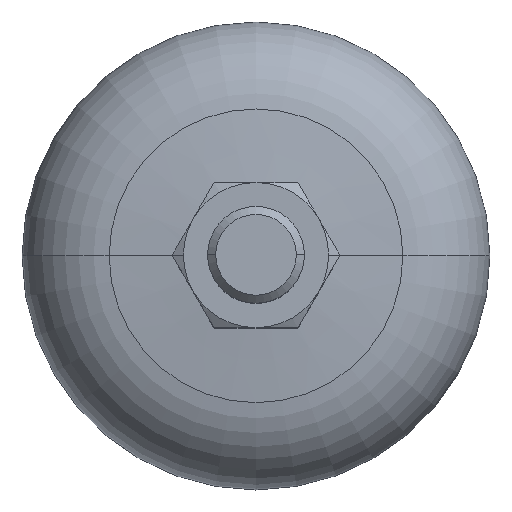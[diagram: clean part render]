
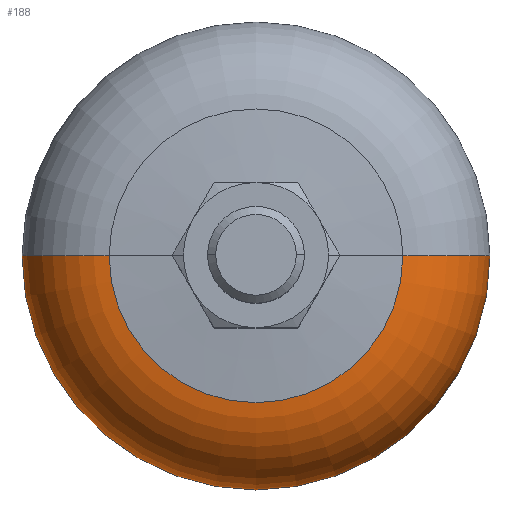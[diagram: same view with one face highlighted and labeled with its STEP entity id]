
A CAD part, top view. The second image highlights one B-rep face of the part: STEP entity #188.
In plain terms, the highlighted toroidal (fillet/blend) face has major radius 17 mm and minor radius 12 mm.
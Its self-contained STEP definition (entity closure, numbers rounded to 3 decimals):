
#188=ADVANCED_FACE('1306',(#438),#439,.T.);
#438=FACE_OUTER_BOUND('',#750,.T.);
#439=TOROIDAL_SURFACE('',#751,17.0,12.0);
#750=EDGE_LOOP('',(#1226,#1227,#1228,#1229));
#751=AXIS2_PLACEMENT_3D('',#1230,#1231,#1232);
#1226=ORIENTED_EDGE('',*,*,#1893,.T.);
#1227=ORIENTED_EDGE('',*,*,#1894,.F.);
#1228=ORIENTED_EDGE('',*,*,#1885,.F.);
#1229=ORIENTED_EDGE('',*,*,#1895,.T.);
#1230=CARTESIAN_POINT('',(0.0,0.0,5.0));
#1231=DIRECTION('',(0.0,0.0,1.0));
#1232=DIRECTION('',(1.0,0.0,0.0));
#1885=EDGE_CURVE('1307',#2251,#2249,#2257,.T.);
#1893=EDGE_CURVE('1309',#2265,#2266,#2267,.T.);
#1894=EDGE_CURVE('1288',#2249,#2266,#2268,.T.);
#1895=EDGE_CURVE('1277',#2251,#2265,#2269,.T.);
#2249=VERTEX_POINT('',#2774);
#2251=VERTEX_POINT('',#2777);
#2257=CIRCLE('',#2784,18.202);
#2265=VERTEX_POINT('',#2802);
#2266=VERTEX_POINT('',#2803);
#2267=CIRCLE('',#2804,29.0);
#2268=CIRCLE('',#2805,12.0);
#2269=CIRCLE('',#2806,12.0);
#2774=CARTESIAN_POINT('',(18.202,0.0,16.94));
#2777=CARTESIAN_POINT('',(-18.202,0.0,16.94));
#2784=AXIS2_PLACEMENT_3D('',#3477,#3478,#3479);
#2802=CARTESIAN_POINT('',(-29.0,0.0,5.0));
#2803=CARTESIAN_POINT('',(29.0,0.0,5.0));
#2804=AXIS2_PLACEMENT_3D('',#3484,#3485,#3486);
#2805=AXIS2_PLACEMENT_3D('',#3487,#3488,#3489);
#2806=AXIS2_PLACEMENT_3D('',#3490,#3491,#3492);
#3477=CARTESIAN_POINT('',(0.0,0.0,16.94));
#3478=DIRECTION('',(0.0,0.0,1.0));
#3479=DIRECTION('',(-1.0,0.0,0.0));
#3484=CARTESIAN_POINT('',(0.0,0.0,5.0));
#3485=DIRECTION('',(0.0,0.0,1.0));
#3486=DIRECTION('',(-1.0,0.0,0.0));
#3487=CARTESIAN_POINT('',(17.0,0.0,5.0));
#3488=DIRECTION('',(-0.0,1.0,0.0));
#3489=DIRECTION('',(0.1,0.0,0.995));
#3490=CARTESIAN_POINT('',(-17.0,0.0,5.0));
#3491=DIRECTION('',(0.0,-1.0,0.0));
#3492=DIRECTION('',(-0.1,0.0,0.995));
